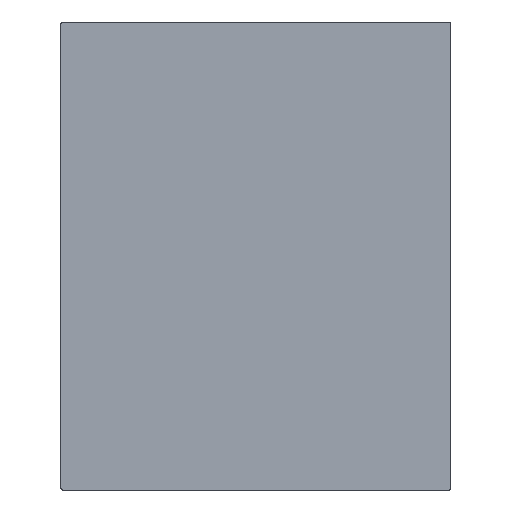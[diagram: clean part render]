
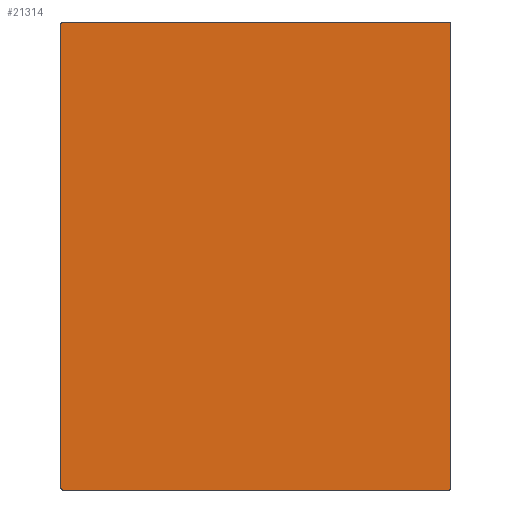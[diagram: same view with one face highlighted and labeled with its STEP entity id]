
A CAD part, front view. The second image highlights one B-rep face of the part: STEP entity #21314.
In plain terms, the highlighted planar face has unit normal (0, -1, 0).
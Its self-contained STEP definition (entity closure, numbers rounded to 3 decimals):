
#1405=CIRCLE('',#22588,0.5);
#1410=CIRCLE('',#22624,0.5);
#1411=CIRCLE('',#22640,0.5);
#1412=CIRCLE('',#22660,0.5);
#2971=FACE_OUTER_BOUND('',#4250,.T.);
#4250=EDGE_LOOP('',(#19508,#19509,#19510,#19511,#19512,#19513,#19514,#19515));
#5406=LINE('',#33294,#7466);
#5550=LINE('',#33860,#7610);
#5566=LINE('',#33892,#7626);
#6310=LINE('',#37988,#8370);
#7466=VECTOR('',#26654,10.);
#7610=VECTOR('',#26926,10.);
#7626=VECTOR('',#26958,10.);
#8370=VECTOR('',#28460,10.);
#9662=VERTEX_POINT('',#33286);
#9663=VERTEX_POINT('',#33287);
#9664=VERTEX_POINT('',#33292);
#9696=VERTEX_POINT('',#33390);
#9697=VERTEX_POINT('',#33391);
#9821=VERTEX_POINT('',#33821);
#9822=VERTEX_POINT('',#33823);
#9840=VERTEX_POINT('',#33887);
#12209=EDGE_CURVE('',#9662,#9663,#1405,.T.);
#12213=EDGE_CURVE('',#9662,#9664,#5406,.T.);
#12261=EDGE_CURVE('',#9696,#9697,#1410,.T.);
#12401=EDGE_CURVE('',#9821,#9822,#1411,.T.);
#12420=EDGE_CURVE('',#9821,#9697,#5550,.T.);
#12434=EDGE_CURVE('',#9840,#9664,#1412,.T.);
#12437=EDGE_CURVE('',#9840,#9822,#5566,.T.);
#13367=EDGE_CURVE('',#9696,#9663,#6310,.T.);
#19508=ORIENTED_EDGE('',*,*,#12209,.F.);
#19509=ORIENTED_EDGE('',*,*,#12213,.T.);
#19510=ORIENTED_EDGE('',*,*,#12434,.F.);
#19511=ORIENTED_EDGE('',*,*,#12437,.T.);
#19512=ORIENTED_EDGE('',*,*,#12401,.F.);
#19513=ORIENTED_EDGE('',*,*,#12420,.T.);
#19514=ORIENTED_EDGE('',*,*,#12261,.F.);
#19515=ORIENTED_EDGE('',*,*,#13367,.T.);
#20103=PLANE('',#23042);
#21314=ADVANCED_FACE('',(#2971),#20103,.T.);
#22588=AXIS2_PLACEMENT_3D('',#33288,#26647,#26648);
#22624=AXIS2_PLACEMENT_3D('',#33392,#26753,#26754);
#22640=AXIS2_PLACEMENT_3D('',#33824,#26886,#26887);
#22660=AXIS2_PLACEMENT_3D('',#33888,#26952,#26953);
#23042=AXIS2_PLACEMENT_3D('',#37990,#28463,#28464);
#26647=DIRECTION('center_axis',(0.,1.,0.));
#26648=DIRECTION('ref_axis',(0.707,0.,0.707));
#26654=DIRECTION('',(-1.,0.,0.));
#26753=DIRECTION('center_axis',(0.,1.,0.));
#26754=DIRECTION('ref_axis',(0.707,0.,-0.707));
#26886=DIRECTION('center_axis',(0.,1.,0.));
#26887=DIRECTION('ref_axis',(-0.707,0.,-0.707));
#26926=DIRECTION('',(1.,0.,0.));
#26952=DIRECTION('center_axis',(0.,1.,0.));
#26953=DIRECTION('ref_axis',(-0.707,0.,0.707));
#26958=DIRECTION('',(0.,0.,-1.));
#28460=DIRECTION('',(0.,0.,1.));
#28463=DIRECTION('center_axis',(0.,-1.,0.));
#28464=DIRECTION('ref_axis',(0.,0.,-1.));
#33286=CARTESIAN_POINT('',(74.5,-4.,90.));
#33287=CARTESIAN_POINT('',(75.,-4.,89.5));
#33288=CARTESIAN_POINT('Origin',(74.5,-4.,89.5));
#33292=CARTESIAN_POINT('',(-74.5,-4.,90.));
#33294=CARTESIAN_POINT('',(75.,-4.,90.));
#33390=CARTESIAN_POINT('',(75.,-4.,-89.5));
#33391=CARTESIAN_POINT('',(74.5,-4.,-90.));
#33392=CARTESIAN_POINT('Origin',(74.5,-4.,-89.5));
#33821=CARTESIAN_POINT('',(-74.5,-4.,-90.));
#33823=CARTESIAN_POINT('',(-75.,-4.,-89.5));
#33824=CARTESIAN_POINT('Origin',(-74.5,-4.,-89.5));
#33860=CARTESIAN_POINT('',(-75.,-4.,-90.));
#33887=CARTESIAN_POINT('',(-75.,-4.,89.5));
#33888=CARTESIAN_POINT('Origin',(-74.5,-4.,89.5));
#33892=CARTESIAN_POINT('',(-75.,-4.,90.));
#37988=CARTESIAN_POINT('',(75.,-4.,-90.));
#37990=CARTESIAN_POINT('Origin',(0.,-4.,0.));
